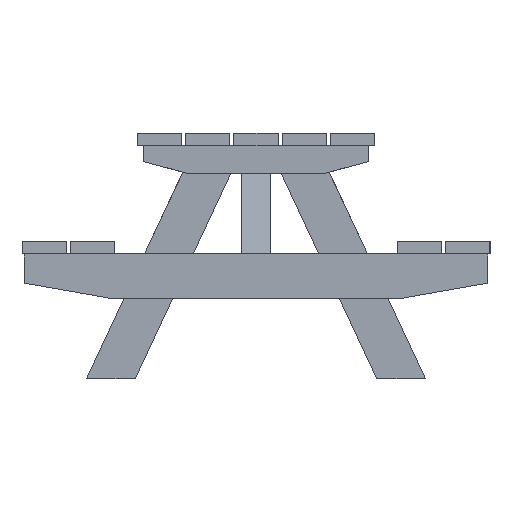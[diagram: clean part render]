
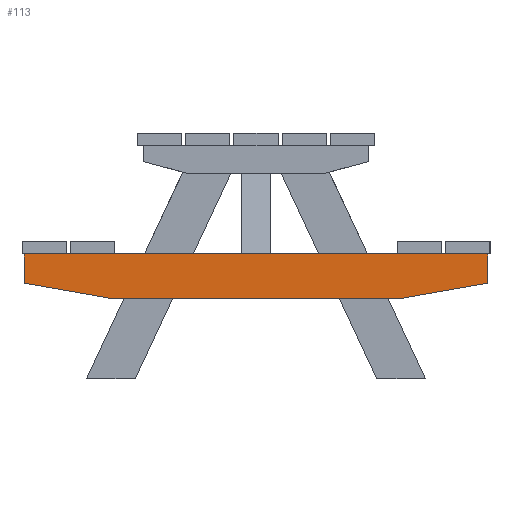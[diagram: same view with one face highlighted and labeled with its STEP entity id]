
A CAD part, left-side view. The second image highlights one B-rep face of the part: STEP entity #113.
In plain terms, the highlighted planar face has unit normal (-1, 0, 0).
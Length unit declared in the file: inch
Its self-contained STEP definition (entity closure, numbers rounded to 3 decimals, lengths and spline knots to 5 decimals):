
#113=ADVANCED_FACE('',(#317),#3299,.T.);
#317=FACE_OUTER_BOUND('',#521,.T.);
#521=EDGE_LOOP('',(#1132,#1133,#1134,#1135,#1136,#1137));
#1132=ORIENTED_EDGE('',*,*,#2005,.T.);
#1133=ORIENTED_EDGE('',*,*,#2001,.F.);
#1134=ORIENTED_EDGE('',*,*,#1999,.T.);
#1135=ORIENTED_EDGE('',*,*,#1992,.F.);
#1136=ORIENTED_EDGE('',*,*,#1991,.F.);
#1137=ORIENTED_EDGE('',*,*,#2007,.F.);
#1991=EDGE_CURVE('',#3011,#3012,#2549,.T.);
#1992=EDGE_CURVE('',#3012,#3017,#2550,.T.);
#1999=EDGE_CURVE('',#3016,#3017,#2557,.T.);
#2001=EDGE_CURVE('',#3016,#3019,#2559,.T.);
#2005=EDGE_CURVE('',#3022,#3019,#2563,.T.);
#2007=EDGE_CURVE('',#3022,#3011,#2565,.T.);
#2549=B_SPLINE_CURVE_WITH_KNOTS('',1,(#4648,#4649),.UNSPECIFIED.,.F.,.F.,
(2,2),(0.,72.),.UNSPECIFIED.);
#2550=B_SPLINE_CURVE_WITH_KNOTS('',1,(#4650,#4651),.UNSPECIFIED.,.F.,.F.,
(2,2),(0.,3.625),.UNSPECIFIED.);
#2557=B_SPLINE_CURVE_WITH_KNOTS('',1,(#4664,#4665),.UNSPECIFIED.,.F.,.F.,
(2,2),(54.07731,64.875),.UNSPECIFIED.);
#2559=B_SPLINE_CURVE_WITH_KNOTS('',1,(#4668,#4669),.UNSPECIFIED.,.F.,.F.,
(2,2),(13.25754,58.74246),.UNSPECIFIED.);
#2563=B_SPLINE_CURVE_WITH_KNOTS('',1,(#4676,#4677),.UNSPECIFIED.,.F.,.F.,
(2,2),(-64.875,-54.07731),.UNSPECIFIED.);
#2565=B_SPLINE_CURVE_WITH_KNOTS('',1,(#4680,#4681),.UNSPECIFIED.,.F.,.F.,
(2,2),(1.875,5.5),.UNSPECIFIED.);
#3011=VERTEX_POINT('',#4535);
#3012=VERTEX_POINT('',#4536);
#3016=VERTEX_POINT('',#4540);
#3017=VERTEX_POINT('',#4541);
#3019=VERTEX_POINT('',#4543);
#3022=VERTEX_POINT('',#4546);
#3299=PLANE('',#3592);
#3592=AXIS2_PLACEMENT_3D('',#4498,#3797,$);
#3797=DIRECTION('',(-1.,0.,0.));
#4498=CARTESIAN_POINT('',(0.18229,0.00521,0.20833));
#4535=CARTESIAN_POINT('',(0.18229,1.20833,0.32292));
#4536=CARTESIAN_POINT('',(0.18229,0.00521,0.32292));
#4540=CARTESIAN_POINT('',(0.18229,0.22674,0.20833));
#4541=CARTESIAN_POINT('',(0.18229,0.00521,0.2474));
#4543=CARTESIAN_POINT('',(0.18229,0.9868,0.20833));
#4546=CARTESIAN_POINT('',(0.18229,1.20833,0.2474));
#4648=CARTESIAN_POINT('',(0.18229,1.20833,0.32292));
#4649=CARTESIAN_POINT('',(0.18229,0.00521,0.32292));
#4650=CARTESIAN_POINT('',(0.18229,0.00521,0.32292));
#4651=CARTESIAN_POINT('',(0.18229,0.00521,0.2474));
#4664=CARTESIAN_POINT('',(0.18229,0.22674,0.20833));
#4665=CARTESIAN_POINT('',(0.18229,0.00521,0.2474));
#4668=CARTESIAN_POINT('',(0.18229,0.22674,0.20833));
#4669=CARTESIAN_POINT('',(0.18229,0.9868,0.20833));
#4676=CARTESIAN_POINT('',(0.18229,1.20833,0.2474));
#4677=CARTESIAN_POINT('',(0.18229,0.9868,0.20833));
#4680=CARTESIAN_POINT('',(0.18229,1.20833,0.2474));
#4681=CARTESIAN_POINT('',(0.18229,1.20833,0.32292));
